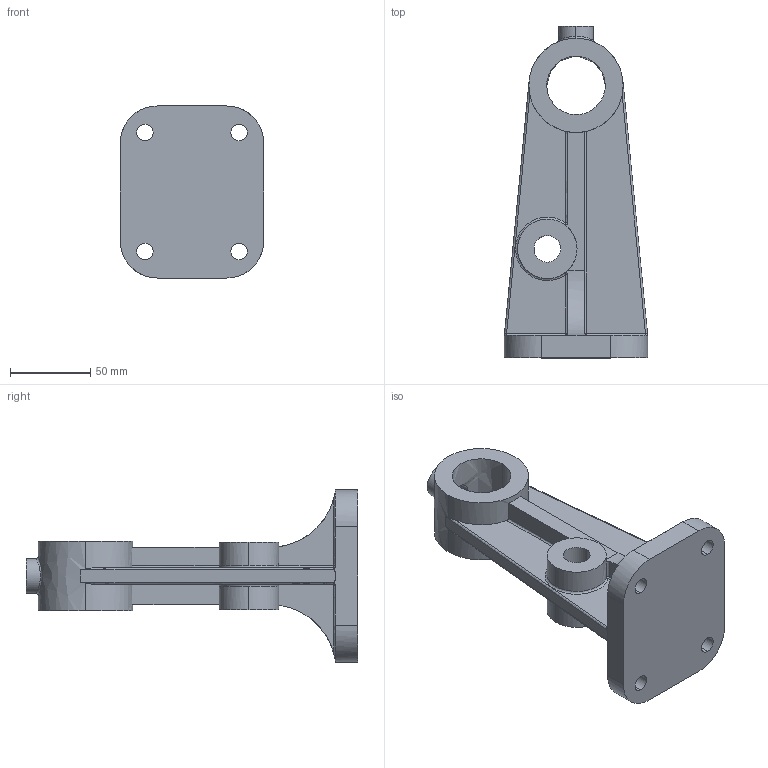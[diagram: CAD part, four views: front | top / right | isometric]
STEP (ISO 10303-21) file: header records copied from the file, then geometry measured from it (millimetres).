
FILE_DESCRIPTION(('FreeCAD Model'),'2;1');
FILE_NAME('Open CASCADE Shape Model','2025-05-04T09:06:34',('FreeCAD'),( 'FreeCAD'),'Open CASCADE STEP processor 7.6','FreeCAD','Unknown');
FILE_SCHEMA(('AUTOMOTIVE_DESIGN { 1 0 10303 214 1 1 1 1 }'));
Length unit declared in the file: millimetre
Products named in the file (1): Open CASCADE STEP translator 7.6 1
Bounding box: 89.07 x 206.12 x 106.88 mm (x, y, z)
Volume: 360743.2 mm3; surface area: 73109.9 mm2
Topology: 1 solids, 1 shells, 90 faces, 240 edges, 148 vertices
Faces by surface type: bspline 90
Entity records: 3629 total; most frequent: CARTESIAN_POINT 2293, ORIENTED_EDGE 470, EDGE_CURVE 235, VERTEX_POINT 148, B_SPLINE_CURVE_WITH_KNOTS 138, FACE_BOUND 105, EDGE_LOOP 105, ADVANCED_FACE 90
